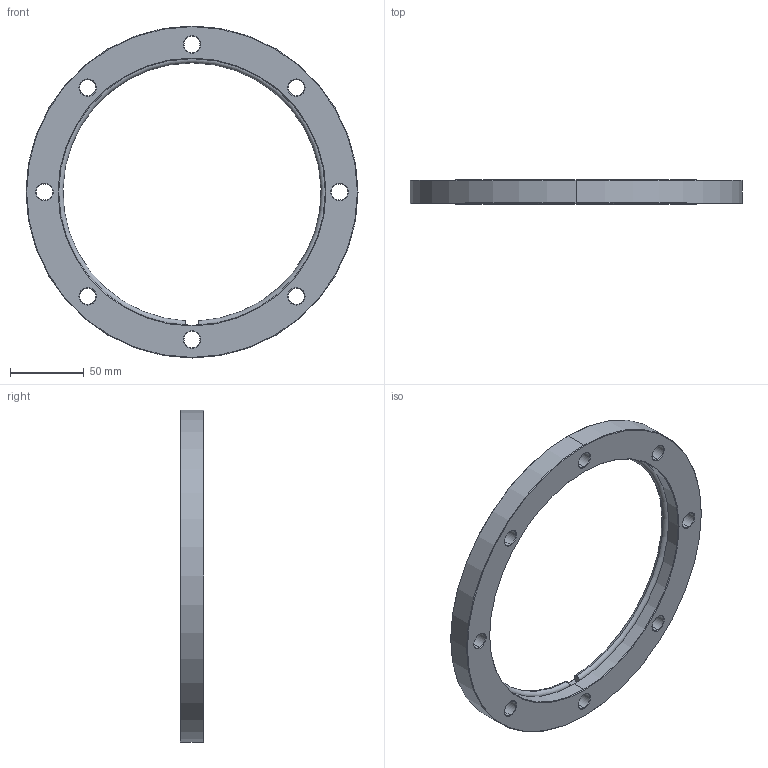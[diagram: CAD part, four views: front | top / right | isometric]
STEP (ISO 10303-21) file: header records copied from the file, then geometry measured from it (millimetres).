
FILE_DESCRIPTION (( 'STEP AP214' ), '1' );
FILE_NAME ('Hositrad_ISO160R.STEP', '2017-06-01T14:38:11', ( 'Gebruiker' ), ( '' ), 'SwSTEP 2.0', 'SolidWorks 2017', '' );
FILE_SCHEMA (( 'AUTOMOTIVE_DESIGN' ));
Length unit declared in the file: millimetre
Products named in the file (3): RetainingRing-All_ISO160; ISO-K-Rotat-All_ISO160; Hositrad_ISO160R
Assembly tree (2 placements, depth 2):
  Hositrad_ISO160R
    ISO-K-Rotat-All_ISO160
    RetainingRing-All_ISO160
Bounding box: 225 x 16 x 225 mm (x, y, z)
Volume: 215751.7 mm3; surface area: 59012.6 mm2
Topology: 2 solids, 2 shells, 70 faces, 154 edges, 88 vertices
Faces by surface type: cone 40, cylinder 22, torus 4, plane 4
Entity records: 2086 total; most frequent: DIRECTION 396, CARTESIAN_POINT 317, ORIENTED_EDGE 308, AXIS2_PLACEMENT_3D 167, EDGE_CURVE 154, CIRCLE 92, VERTEX_POINT 88, EDGE_LOOP 88
